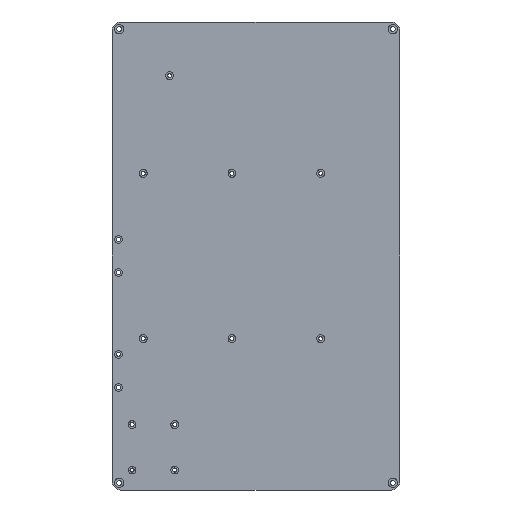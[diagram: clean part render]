
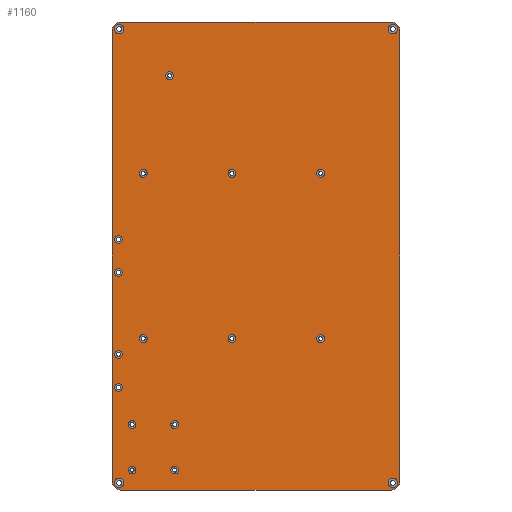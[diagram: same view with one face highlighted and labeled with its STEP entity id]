
A CAD part, front view. The second image highlights one B-rep face of the part: STEP entity #1160.
In plain terms, the highlighted planar face has unit normal (0, -1, 0).
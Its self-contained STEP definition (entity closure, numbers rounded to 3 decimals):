
#52=LINE('',#1945,#106);
#57=LINE('',#1959,#111);
#61=LINE('',#1971,#115);
#65=LINE('',#1983,#119);
#106=VECTOR('',#1644,10.);
#111=VECTOR('',#1657,10.);
#115=VECTOR('',#1669,10.);
#119=VECTOR('',#1681,10.);
#183=FACE_BOUND('',#373,.T.);
#184=FACE_BOUND('',#374,.T.);
#185=FACE_BOUND('',#375,.T.);
#186=FACE_BOUND('',#376,.T.);
#187=FACE_BOUND('',#377,.T.);
#188=FACE_BOUND('',#378,.T.);
#189=FACE_BOUND('',#379,.T.);
#190=FACE_BOUND('',#380,.T.);
#191=FACE_BOUND('',#381,.T.);
#192=FACE_BOUND('',#382,.T.);
#193=FACE_BOUND('',#383,.T.);
#194=FACE_BOUND('',#384,.T.);
#195=FACE_BOUND('',#385,.T.);
#196=FACE_BOUND('',#386,.T.);
#197=FACE_BOUND('',#387,.T.);
#198=FACE_BOUND('',#388,.T.);
#199=FACE_BOUND('',#389,.T.);
#200=FACE_BOUND('',#390,.T.);
#201=FACE_BOUND('',#391,.T.);
#286=FACE_OUTER_BOUND('',#372,.T.);
#372=EDGE_LOOP('',(#948,#949,#950,#951,#952,#953,#954,#955));
#373=EDGE_LOOP('',(#956));
#374=EDGE_LOOP('',(#957));
#375=EDGE_LOOP('',(#958));
#376=EDGE_LOOP('',(#959));
#377=EDGE_LOOP('',(#960));
#378=EDGE_LOOP('',(#961));
#379=EDGE_LOOP('',(#962));
#380=EDGE_LOOP('',(#963));
#381=EDGE_LOOP('',(#964));
#382=EDGE_LOOP('',(#965));
#383=EDGE_LOOP('',(#966));
#384=EDGE_LOOP('',(#967));
#385=EDGE_LOOP('',(#968));
#386=EDGE_LOOP('',(#969));
#387=EDGE_LOOP('',(#970));
#388=EDGE_LOOP('',(#971));
#389=EDGE_LOOP('',(#972));
#390=EDGE_LOOP('',(#973));
#391=EDGE_LOOP('',(#974));
#414=CIRCLE('',#1189,2.6);
#418=CIRCLE('',#1196,2.6);
#422=CIRCLE('',#1203,2.6);
#426=CIRCLE('',#1210,2.6);
#430=CIRCLE('',#1217,2.6);
#434=CIRCLE('',#1224,2.6);
#438=CIRCLE('',#1231,2.6);
#442=CIRCLE('',#1238,2.6);
#446=CIRCLE('',#1245,2.6);
#450=CIRCLE('',#1252,2.6);
#454=CIRCLE('',#1259,2.6);
#458=CIRCLE('',#1266,2.6);
#462=CIRCLE('',#1273,2.6);
#466=CIRCLE('',#1280,2.6);
#470=CIRCLE('',#1287,2.6);
#474=CIRCLE('',#1294,3.1);
#478=CIRCLE('',#1301,3.1);
#482=CIRCLE('',#1308,3.1);
#486=CIRCLE('',#1315,3.1);
#488=CIRCLE('',#1320,5.7);
#490=CIRCLE('',#1324,5.7);
#492=CIRCLE('',#1328,5.7);
#494=CIRCLE('',#1332,5.7);
#498=VERTEX_POINT('',#1701);
#502=VERTEX_POINT('',#1714);
#506=VERTEX_POINT('',#1727);
#510=VERTEX_POINT('',#1740);
#514=VERTEX_POINT('',#1753);
#518=VERTEX_POINT('',#1766);
#522=VERTEX_POINT('',#1779);
#526=VERTEX_POINT('',#1792);
#530=VERTEX_POINT('',#1805);
#534=VERTEX_POINT('',#1818);
#538=VERTEX_POINT('',#1831);
#542=VERTEX_POINT('',#1844);
#546=VERTEX_POINT('',#1857);
#550=VERTEX_POINT('',#1870);
#554=VERTEX_POINT('',#1883);
#558=VERTEX_POINT('',#1896);
#562=VERTEX_POINT('',#1909);
#566=VERTEX_POINT('',#1922);
#570=VERTEX_POINT('',#1935);
#572=VERTEX_POINT('',#1943);
#573=VERTEX_POINT('',#1944);
#576=VERTEX_POINT('',#1952);
#578=VERTEX_POINT('',#1958);
#580=VERTEX_POINT('',#1964);
#582=VERTEX_POINT('',#1970);
#584=VERTEX_POINT('',#1976);
#586=VERTEX_POINT('',#1982);
#590=EDGE_CURVE('',#498,#498,#414,.T.);
#596=EDGE_CURVE('',#502,#502,#418,.T.);
#602=EDGE_CURVE('',#506,#506,#422,.T.);
#608=EDGE_CURVE('',#510,#510,#426,.T.);
#614=EDGE_CURVE('',#514,#514,#430,.T.);
#620=EDGE_CURVE('',#518,#518,#434,.T.);
#626=EDGE_CURVE('',#522,#522,#438,.T.);
#632=EDGE_CURVE('',#526,#526,#442,.T.);
#638=EDGE_CURVE('',#530,#530,#446,.T.);
#644=EDGE_CURVE('',#534,#534,#450,.T.);
#650=EDGE_CURVE('',#538,#538,#454,.T.);
#656=EDGE_CURVE('',#542,#542,#458,.T.);
#662=EDGE_CURVE('',#546,#546,#462,.T.);
#668=EDGE_CURVE('',#550,#550,#466,.T.);
#674=EDGE_CURVE('',#554,#554,#470,.T.);
#680=EDGE_CURVE('',#558,#558,#474,.T.);
#686=EDGE_CURVE('',#562,#562,#478,.T.);
#692=EDGE_CURVE('',#566,#566,#482,.T.);
#698=EDGE_CURVE('',#570,#570,#486,.T.);
#702=EDGE_CURVE('',#572,#573,#52,.T.);
#706=EDGE_CURVE('',#573,#576,#488,.T.);
#709=EDGE_CURVE('',#576,#578,#57,.T.);
#712=EDGE_CURVE('',#578,#580,#490,.T.);
#715=EDGE_CURVE('',#580,#582,#61,.T.);
#718=EDGE_CURVE('',#582,#584,#492,.T.);
#721=EDGE_CURVE('',#584,#586,#65,.T.);
#724=EDGE_CURVE('',#586,#572,#494,.T.);
#948=ORIENTED_EDGE('',*,*,#724,.T.);
#949=ORIENTED_EDGE('',*,*,#702,.T.);
#950=ORIENTED_EDGE('',*,*,#706,.T.);
#951=ORIENTED_EDGE('',*,*,#709,.T.);
#952=ORIENTED_EDGE('',*,*,#712,.T.);
#953=ORIENTED_EDGE('',*,*,#715,.T.);
#954=ORIENTED_EDGE('',*,*,#718,.T.);
#955=ORIENTED_EDGE('',*,*,#721,.T.);
#956=ORIENTED_EDGE('',*,*,#590,.T.);
#957=ORIENTED_EDGE('',*,*,#596,.T.);
#958=ORIENTED_EDGE('',*,*,#602,.T.);
#959=ORIENTED_EDGE('',*,*,#608,.T.);
#960=ORIENTED_EDGE('',*,*,#614,.T.);
#961=ORIENTED_EDGE('',*,*,#620,.T.);
#962=ORIENTED_EDGE('',*,*,#626,.T.);
#963=ORIENTED_EDGE('',*,*,#632,.T.);
#964=ORIENTED_EDGE('',*,*,#638,.T.);
#965=ORIENTED_EDGE('',*,*,#644,.T.);
#966=ORIENTED_EDGE('',*,*,#650,.T.);
#967=ORIENTED_EDGE('',*,*,#656,.T.);
#968=ORIENTED_EDGE('',*,*,#662,.T.);
#969=ORIENTED_EDGE('',*,*,#668,.T.);
#970=ORIENTED_EDGE('',*,*,#674,.T.);
#971=ORIENTED_EDGE('',*,*,#680,.T.);
#972=ORIENTED_EDGE('',*,*,#686,.T.);
#973=ORIENTED_EDGE('',*,*,#692,.T.);
#974=ORIENTED_EDGE('',*,*,#698,.T.);
#1025=PLANE('',#1334);
#1160=ADVANCED_FACE('',(#286,#183,#184,#185,#186,#187,#188,#189,#190,#191,
#192,#193,#194,#195,#196,#197,#198,#199,#200,#201),#1025,.T.);
#1189=AXIS2_PLACEMENT_3D('',#1702,#1346,#1347);
#1196=AXIS2_PLACEMENT_3D('',#1715,#1362,#1363);
#1203=AXIS2_PLACEMENT_3D('',#1728,#1378,#1379);
#1210=AXIS2_PLACEMENT_3D('',#1741,#1394,#1395);
#1217=AXIS2_PLACEMENT_3D('',#1754,#1410,#1411);
#1224=AXIS2_PLACEMENT_3D('',#1767,#1426,#1427);
#1231=AXIS2_PLACEMENT_3D('',#1780,#1442,#1443);
#1238=AXIS2_PLACEMENT_3D('',#1793,#1458,#1459);
#1245=AXIS2_PLACEMENT_3D('',#1806,#1474,#1475);
#1252=AXIS2_PLACEMENT_3D('',#1819,#1490,#1491);
#1259=AXIS2_PLACEMENT_3D('',#1832,#1506,#1507);
#1266=AXIS2_PLACEMENT_3D('',#1845,#1522,#1523);
#1273=AXIS2_PLACEMENT_3D('',#1858,#1538,#1539);
#1280=AXIS2_PLACEMENT_3D('',#1871,#1554,#1555);
#1287=AXIS2_PLACEMENT_3D('',#1884,#1570,#1571);
#1294=AXIS2_PLACEMENT_3D('',#1897,#1586,#1587);
#1301=AXIS2_PLACEMENT_3D('',#1910,#1602,#1603);
#1308=AXIS2_PLACEMENT_3D('',#1923,#1618,#1619);
#1315=AXIS2_PLACEMENT_3D('',#1936,#1634,#1635);
#1320=AXIS2_PLACEMENT_3D('',#1953,#1650,#1651);
#1324=AXIS2_PLACEMENT_3D('',#1965,#1662,#1663);
#1328=AXIS2_PLACEMENT_3D('',#1977,#1674,#1675);
#1332=AXIS2_PLACEMENT_3D('',#1988,#1686,#1687);
#1334=AXIS2_PLACEMENT_3D('',#1990,#1690,#1691);
#1346=DIRECTION('center_axis',(0.,1.,0.));
#1347=DIRECTION('ref_axis',(-1.,0.,0.));
#1362=DIRECTION('center_axis',(0.,1.,0.));
#1363=DIRECTION('ref_axis',(-1.,0.,0.));
#1378=DIRECTION('center_axis',(0.,1.,0.));
#1379=DIRECTION('ref_axis',(-1.,0.,0.));
#1394=DIRECTION('center_axis',(0.,1.,0.));
#1395=DIRECTION('ref_axis',(-1.,0.,0.));
#1410=DIRECTION('center_axis',(0.,1.,0.));
#1411=DIRECTION('ref_axis',(-1.,0.,0.));
#1426=DIRECTION('center_axis',(0.,1.,0.));
#1427=DIRECTION('ref_axis',(-1.,0.,0.));
#1442=DIRECTION('center_axis',(0.,1.,0.));
#1443=DIRECTION('ref_axis',(-1.,0.,0.));
#1458=DIRECTION('center_axis',(0.,1.,0.));
#1459=DIRECTION('ref_axis',(-1.,0.,0.));
#1474=DIRECTION('center_axis',(0.,1.,0.));
#1475=DIRECTION('ref_axis',(-1.,0.,0.));
#1490=DIRECTION('center_axis',(0.,1.,0.));
#1491=DIRECTION('ref_axis',(-1.,0.,0.));
#1506=DIRECTION('center_axis',(0.,1.,0.));
#1507=DIRECTION('ref_axis',(-1.,0.,0.));
#1522=DIRECTION('center_axis',(0.,1.,0.));
#1523=DIRECTION('ref_axis',(-1.,0.,0.));
#1538=DIRECTION('center_axis',(0.,1.,0.));
#1539=DIRECTION('ref_axis',(-1.,0.,0.));
#1554=DIRECTION('center_axis',(0.,1.,0.));
#1555=DIRECTION('ref_axis',(-1.,0.,0.));
#1570=DIRECTION('center_axis',(0.,1.,0.));
#1571=DIRECTION('ref_axis',(-1.,0.,0.));
#1586=DIRECTION('center_axis',(0.,1.,0.));
#1587=DIRECTION('ref_axis',(1.,0.,0.));
#1602=DIRECTION('center_axis',(0.,1.,0.));
#1603=DIRECTION('ref_axis',(1.,0.,0.));
#1618=DIRECTION('center_axis',(0.,1.,0.));
#1619=DIRECTION('ref_axis',(1.,0.,0.));
#1634=DIRECTION('center_axis',(0.,1.,0.));
#1635=DIRECTION('ref_axis',(1.,0.,0.));
#1644=DIRECTION('',(1.,0.,0.));
#1650=DIRECTION('center_axis',(0.,-1.,0.));
#1651=DIRECTION('ref_axis',(0.,0.,-1.));
#1657=DIRECTION('',(0.,0.,1.));
#1662=DIRECTION('center_axis',(0.,-1.,0.));
#1663=DIRECTION('ref_axis',(1.,0.,0.));
#1669=DIRECTION('',(-1.,0.,0.));
#1674=DIRECTION('center_axis',(0.,-1.,0.));
#1675=DIRECTION('ref_axis',(0.,0.,1.));
#1681=DIRECTION('',(0.,0.,-1.));
#1686=DIRECTION('center_axis',(0.,-1.,0.));
#1687=DIRECTION('ref_axis',(-1.,0.,0.));
#1690=DIRECTION('center_axis',(0.,-1.,0.));
#1691=DIRECTION('ref_axis',(0.,0.,-1.));
#1701=CARTESIAN_POINT('',(-51.4,0.,-142.4));
#1702=CARTESIAN_POINT('Origin',(-54.,0.,-142.4));
#1714=CARTESIAN_POINT('',(-51.4,0.,-112.2));
#1715=CARTESIAN_POINT('Origin',(-54.,0.,-112.2));
#1727=CARTESIAN_POINT('',(-79.9,0.,-112.2));
#1728=CARTESIAN_POINT('Origin',(-82.5,0.,-112.2));
#1740=CARTESIAN_POINT('',(-79.9,0.,-142.4));
#1741=CARTESIAN_POINT('Origin',(-82.5,0.,-142.4));
#1753=CARTESIAN_POINT('',(45.6,0.,55.));
#1754=CARTESIAN_POINT('Origin',(43.,0.,55.));
#1766=CARTESIAN_POINT('',(45.6,0.,-55.));
#1767=CARTESIAN_POINT('Origin',(43.,0.,-55.));
#1779=CARTESIAN_POINT('',(-54.9,0.,120.));
#1780=CARTESIAN_POINT('Origin',(-57.5,0.,120.));
#1792=CARTESIAN_POINT('',(-13.4,0.,55.));
#1793=CARTESIAN_POINT('Origin',(-16.,0.,55.));
#1805=CARTESIAN_POINT('',(-13.4,0.,-55.));
#1806=CARTESIAN_POINT('Origin',(-16.,0.,-55.));
#1818=CARTESIAN_POINT('',(-72.4,0.,55.));
#1819=CARTESIAN_POINT('Origin',(-75.,0.,55.));
#1831=CARTESIAN_POINT('',(-88.9,0.,11.));
#1832=CARTESIAN_POINT('Origin',(-91.5,0.,11.));
#1844=CARTESIAN_POINT('',(-88.9,0.,-11.));
#1845=CARTESIAN_POINT('Origin',(-91.5,0.,-11.));
#1857=CARTESIAN_POINT('',(-88.9,0.,-65.5));
#1858=CARTESIAN_POINT('Origin',(-91.5,0.,-65.5));
#1870=CARTESIAN_POINT('',(-88.9,0.,-87.5));
#1871=CARTESIAN_POINT('Origin',(-91.5,0.,-87.5));
#1883=CARTESIAN_POINT('',(-72.4,0.,-55.));
#1884=CARTESIAN_POINT('Origin',(-75.,0.,-55.));
#1896=CARTESIAN_POINT('',(87.9,0.,151.));
#1897=CARTESIAN_POINT('Origin',(91.,0.,151.));
#1909=CARTESIAN_POINT('',(-94.1,0.,151.));
#1910=CARTESIAN_POINT('Origin',(-91.,0.,151.));
#1922=CARTESIAN_POINT('',(87.9,0.,-151.));
#1923=CARTESIAN_POINT('Origin',(91.,0.,-151.));
#1935=CARTESIAN_POINT('',(-94.1,0.,-151.));
#1936=CARTESIAN_POINT('Origin',(-91.,0.,-151.));
#1943=CARTESIAN_POINT('',(-90.,0.,-155.7));
#1944=CARTESIAN_POINT('',(90.,0.,-155.7));
#1945=CARTESIAN_POINT('',(-90.,0.,-155.7));
#1952=CARTESIAN_POINT('',(95.7,0.,-150.));
#1953=CARTESIAN_POINT('Origin',(90.,0.,-150.));
#1958=CARTESIAN_POINT('',(95.7,0.,150.));
#1959=CARTESIAN_POINT('',(95.7,0.,-150.));
#1964=CARTESIAN_POINT('',(90.,0.,155.7));
#1965=CARTESIAN_POINT('Origin',(90.,0.,150.));
#1970=CARTESIAN_POINT('',(-90.,0.,155.7));
#1971=CARTESIAN_POINT('',(90.,0.,155.7));
#1976=CARTESIAN_POINT('',(-95.7,0.,150.));
#1977=CARTESIAN_POINT('Origin',(-90.,0.,150.));
#1982=CARTESIAN_POINT('',(-95.7,0.,-150.));
#1983=CARTESIAN_POINT('',(-95.7,0.,150.));
#1988=CARTESIAN_POINT('Origin',(-90.,0.,-150.));
#1990=CARTESIAN_POINT('Origin',(0.,0.,0.));
